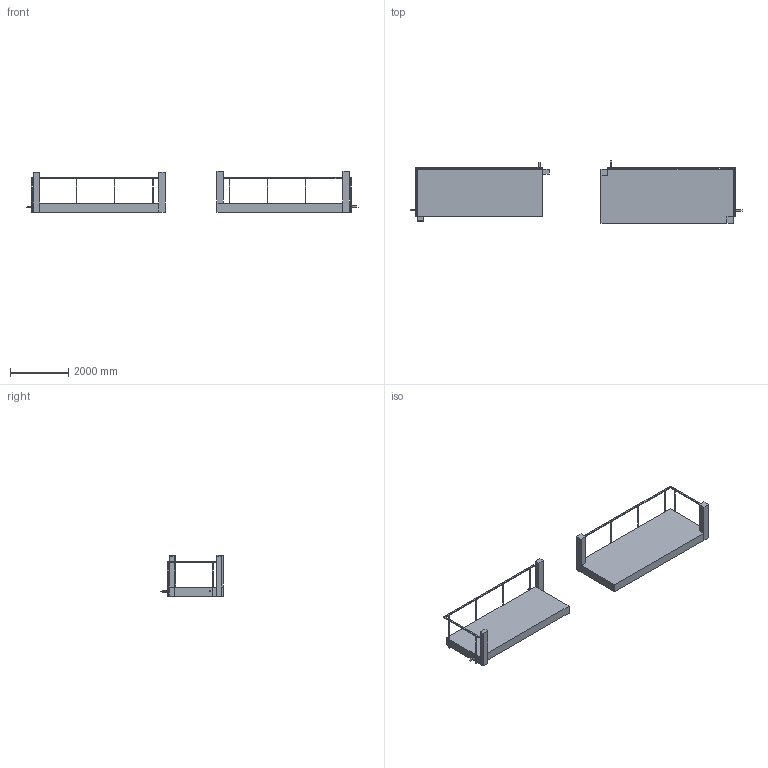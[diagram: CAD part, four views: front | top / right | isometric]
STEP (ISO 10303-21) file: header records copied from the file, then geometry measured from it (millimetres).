
FILE_DESCRIPTION(('STEP AP214'),'1');
FILE_NAME('tmp0.step','2023-10-26T07:38:16',(' '),(' '),'Spatial InterOp 3D',' ',' ');
FILE_SCHEMA(('AUTOMOTIVE_DESIGN { 1 0 10303 214 1 1 1 1 }'));
Length unit declared in the file: metre
Products named in the file (1): 1
Bounding box: 11389 x 2154 x 1407 mm (x, y, z)
Volume: 4805750700.3 mm3; surface area: 46782842.9 mm2
Topology: 24 solids, 24 shells, 152 faces, 312 edges, 208 vertices
Faces by surface type: plane 152
Entity records: 4218 total; most frequent: CARTESIAN_POINT 696, DIRECTION 664, ORIENTED_EDGE 624, EDGE_CURVE 312, LINE 312, VECTOR 312, VERTEX_POINT 208, AXIS2_PLACEMENT_3D 176
